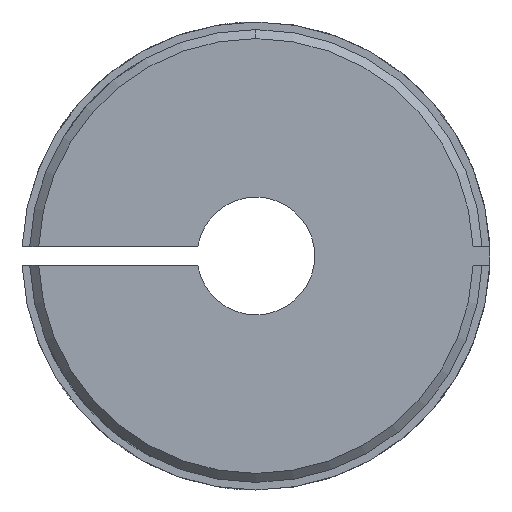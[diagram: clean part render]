
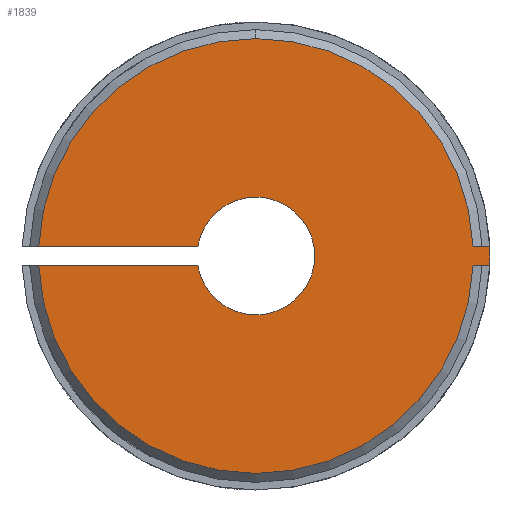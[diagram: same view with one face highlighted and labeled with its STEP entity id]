
A CAD part, front view. The second image highlights one B-rep face of the part: STEP entity #1839.
In plain terms, the highlighted planar face has unit normal (0, -1, 0).
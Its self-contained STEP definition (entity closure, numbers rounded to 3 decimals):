
#24 = VERTEX_POINT ( 'NONE', #326 ) ;
#152 = EDGE_CURVE ( 'NONE', #1267, #3377, #1436, .T. ) ;
#175 = CARTESIAN_POINT ( 'NONE',  ( 0., 0., 0. ) ) ;
#237 = VERTEX_POINT ( 'NONE', #1399 ) ;
#286 = VECTOR ( 'NONE', #1498, 1000. ) ;
#326 = CARTESIAN_POINT ( 'NONE',  ( 19.872, 0., -0.8 ) ) ;
#327 = FACE_OUTER_BOUND ( 'NONE', #2324, .T. ) ;
#361 = ORIENTED_EDGE ( 'NONE', *, *, #1364, .F. ) ;
#400 = DIRECTION ( 'NONE',  ( -1., 0., 0. ) ) ;
#538 = EDGE_CURVE ( 'NONE', #24, #2661, #2686, .T. ) ;
#558 = EDGE_CURVE ( 'NONE', #2621, #1981, #2890, .T. ) ;
#569 = AXIS2_PLACEMENT_3D ( 'NONE', #2361, #658, #2652 ) ;
#658 = DIRECTION ( 'NONE',  ( 0., -1., 0. ) ) ;
#685 = ORIENTED_EDGE ( 'NONE', *, *, #558, .T. ) ;
#768 = CARTESIAN_POINT ( 'NONE',  ( -18.461, 0., -0.8 ) ) ;
#826 = VECTOR ( 'NONE', #3731, 1000. ) ;
#851 = CARTESIAN_POINT ( 'NONE',  ( -19.872, 0., 0.8 ) ) ;
#870 = CIRCLE ( 'NONE', #2393, 5. ) ;
#896 = AXIS2_PLACEMENT_3D ( 'NONE', #1074, #3686, #3718 ) ;
#898 = EDGE_CURVE ( 'NONE', #1480, #24, #3709, .T. ) ;
#901 = ORIENTED_EDGE ( 'NONE', *, *, #3561, .T. ) ;
#922 = DIRECTION ( 'NONE',  ( 0., 0., 1. ) ) ;
#934 = DIRECTION ( 'NONE',  ( 0., 1., 0. ) ) ;
#951 = CARTESIAN_POINT ( 'NONE',  ( 19.872, 0., 0.8 ) ) ;
#961 = ORIENTED_EDGE ( 'NONE', *, *, #898, .F. ) ;
#962 = CARTESIAN_POINT ( 'NONE',  ( 0., 0., 0. ) ) ;
#1009 = DIRECTION ( 'NONE',  ( 0., 1., 0. ) ) ;
#1014 = LINE ( 'NONE', #2663, #286 ) ;
#1057 = CARTESIAN_POINT ( 'NONE',  ( 0., 0., -5. ) ) ;
#1074 = CARTESIAN_POINT ( 'NONE',  ( 0., 0., 0. ) ) ;
#1230 = VECTOR ( 'NONE', #400, 1000. ) ;
#1267 = VERTEX_POINT ( 'NONE', #1315 ) ;
#1304 = CARTESIAN_POINT ( 'NONE',  ( 0., 0., 0. ) ) ;
#1312 = DIRECTION ( 'NONE',  ( 0., 0., 1. ) ) ;
#1315 = CARTESIAN_POINT ( 'NONE',  ( 18.461, 0., 0.8 ) ) ;
#1364 = EDGE_CURVE ( 'NONE', #1267, #1480, #3238, .T. ) ;
#1399 = CARTESIAN_POINT ( 'NONE',  ( -4.936, 0., -0.8 ) ) ;
#1436 = CIRCLE ( 'NONE', #2360, 18.478 ) ;
#1480 = VERTEX_POINT ( 'NONE', #951 ) ;
#1498 = DIRECTION ( 'NONE',  ( -1., 0., 0. ) ) ;
#1520 = EDGE_CURVE ( 'NONE', #1918, #2661, #2284, .T. ) ;
#1533 = PLANE ( 'NONE',  #2485 ) ;
#1535 = CIRCLE ( 'NONE', #569, 18.478 ) ;
#1548 = ORIENTED_EDGE ( 'NONE', *, *, #2712, .T. ) ;
#1587 = DIRECTION ( 'NONE',  ( 0., 0., 1. ) ) ;
#1636 = CIRCLE ( 'NONE', #2407, 5. ) ;
#1686 = VECTOR ( 'NONE', #2119, 1000. ) ;
#1713 = ORIENTED_EDGE ( 'NONE', *, *, #152, .T. ) ;
#1810 = CARTESIAN_POINT ( 'NONE',  ( 19.872, 0., -0.8 ) ) ;
#1839 = ADVANCED_FACE ( 'NONE', ( #327 ), #1533, .F. ) ;
#1858 = VERTEX_POINT ( 'NONE', #2165 ) ;
#1861 = CARTESIAN_POINT ( 'NONE',  ( 0., 0., 0. ) ) ;
#1883 = DIRECTION ( 'NONE',  ( 0., -1., 0. ) ) ;
#1918 = VERTEX_POINT ( 'NONE', #768 ) ;
#1954 = CARTESIAN_POINT ( 'NONE',  ( 0., 0., 0. ) ) ;
#1963 = AXIS2_PLACEMENT_3D ( 'NONE', #1861, #1883, #2040 ) ;
#1981 = VERTEX_POINT ( 'NONE', #1057 ) ;
#1990 = EDGE_CURVE ( 'NONE', #2315, #2621, #1636, .T. ) ;
#2010 = ORIENTED_EDGE ( 'NONE', *, *, #3048, .T. ) ;
#2040 = DIRECTION ( 'NONE',  ( 0., 0., 1. ) ) ;
#2074 = CARTESIAN_POINT ( 'NONE',  ( 18.461, 0., -0.8 ) ) ;
#2119 = DIRECTION ( 'NONE',  ( 1., 0., 0. ) ) ;
#2164 = CARTESIAN_POINT ( 'NONE',  ( 0., 0., 5. ) ) ;
#2165 = CARTESIAN_POINT ( 'NONE',  ( -18.461, 0., 0.8 ) ) ;
#2167 = DIRECTION ( 'NONE',  ( 0., 1., 0. ) ) ;
#2182 = DIRECTION ( 'NONE',  ( 0., 0., 1. ) ) ;
#2284 = CIRCLE ( 'NONE', #1963, 18.478 ) ;
#2315 = VERTEX_POINT ( 'NONE', #3302 ) ;
#2324 = EDGE_LOOP ( 'NONE', ( #3192, #2915, #2369, #961, #361, #1713, #901, #2010, #2735, #685, #1548 ) ) ;
#2360 = AXIS2_PLACEMENT_3D ( 'NONE', #3186, #3174, #3139 ) ;
#2361 = CARTESIAN_POINT ( 'NONE',  ( 0., 0., 0. ) ) ;
#2369 = ORIENTED_EDGE ( 'NONE', *, *, #538, .F. ) ;
#2393 = AXIS2_PLACEMENT_3D ( 'NONE', #1304, #3337, #1587 ) ;
#2407 = AXIS2_PLACEMENT_3D ( 'NONE', #1954, #2167, #2182 ) ;
#2485 = AXIS2_PLACEMENT_3D ( 'NONE', #175, #1009, #1312 ) ;
#2621 = VERTEX_POINT ( 'NONE', #2164 ) ;
#2652 = DIRECTION ( 'NONE',  ( 0., 0., 1. ) ) ;
#2661 = VERTEX_POINT ( 'NONE', #2074 ) ;
#2663 = CARTESIAN_POINT ( 'NONE',  ( -4.936, 0., -0.8 ) ) ;
#2686 = LINE ( 'NONE', #1810, #1230 ) ;
#2712 = EDGE_CURVE ( 'NONE', #1981, #237, #870, .T. ) ;
#2735 = ORIENTED_EDGE ( 'NONE', *, *, #1990, .T. ) ;
#2882 = AXIS2_PLACEMENT_3D ( 'NONE', #962, #934, #922 ) ;
#2890 = CIRCLE ( 'NONE', #2882, 5. ) ;
#2915 = ORIENTED_EDGE ( 'NONE', *, *, #1520, .T. ) ;
#3048 = EDGE_CURVE ( 'NONE', #1858, #2315, #3729, .T. ) ;
#3139 = DIRECTION ( 'NONE',  ( 0., 0., 1. ) ) ;
#3174 = DIRECTION ( 'NONE',  ( 0., -1., 0. ) ) ;
#3185 = EDGE_CURVE ( 'NONE', #237, #1918, #1014, .T. ) ;
#3186 = CARTESIAN_POINT ( 'NONE',  ( 0., 0., 0. ) ) ;
#3192 = ORIENTED_EDGE ( 'NONE', *, *, #3185, .T. ) ;
#3238 = LINE ( 'NONE', #3579, #1686 ) ;
#3302 = CARTESIAN_POINT ( 'NONE',  ( -4.936, 0., 0.8 ) ) ;
#3337 = DIRECTION ( 'NONE',  ( 0., 1., 0. ) ) ;
#3377 = VERTEX_POINT ( 'NONE', #3423 ) ;
#3423 = CARTESIAN_POINT ( 'NONE',  ( 0., 0., 18.478 ) ) ;
#3561 = EDGE_CURVE ( 'NONE', #3377, #1858, #1535, .T. ) ;
#3579 = CARTESIAN_POINT ( 'NONE',  ( 19.224, 0., 0.8 ) ) ;
#3686 = DIRECTION ( 'NONE',  ( 0., 1., 0. ) ) ;
#3709 = CIRCLE ( 'NONE', #896, 19.888 ) ;
#3718 = DIRECTION ( 'NONE',  ( 0., 0., 1. ) ) ;
#3729 = LINE ( 'NONE', #851, #826 ) ;
#3731 = DIRECTION ( 'NONE',  ( 1., 0., 0. ) ) ;
